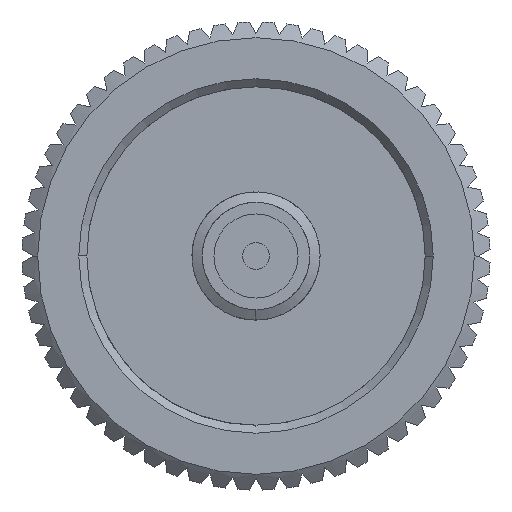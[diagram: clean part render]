
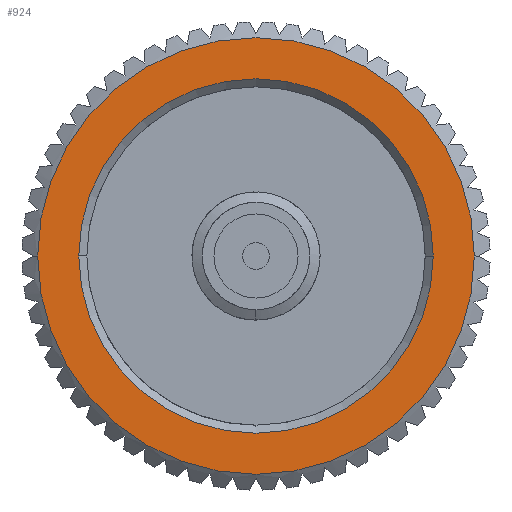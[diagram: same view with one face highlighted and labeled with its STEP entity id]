
A CAD part, left-side view. The second image highlights one B-rep face of the part: STEP entity #924.
In plain terms, the highlighted planar face has unit normal (-1, 0, 0).
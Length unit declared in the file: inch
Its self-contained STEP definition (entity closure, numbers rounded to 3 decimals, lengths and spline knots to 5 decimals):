
#249 = DIRECTION ( 'NONE',  ( 0., -1., 0. ) ) ;
#534 = DIRECTION ( 'NONE',  ( 0., -1., 0. ) ) ;
#924 = ADVANCED_FACE ( 'NONE', ( #10176, #3929 ), #1284, .F. ) ;
#1284 = PLANE ( 'NONE',  #3484 ) ;
#1580 = CARTESIAN_POINT ( 'NONE',  ( 0., 0., 0. ) ) ;
#1585 = VERTEX_POINT ( 'NONE', #2323 ) ;
#2323 = CARTESIAN_POINT ( 'NONE',  ( 0., 0.33, 0. ) ) ;
#2414 = CARTESIAN_POINT ( 'NONE',  ( 0., 0., 0. ) ) ;
#2926 = ORIENTED_EDGE ( 'NONE', *, *, #3241, .T. ) ;
#3215 = DIRECTION ( 'NONE',  ( 0., -1., 0. ) ) ;
#3241 = EDGE_CURVE ( 'NONE', #5078, #11463, #3347, .T. ) ;
#3257 = CIRCLE ( 'NONE', #7912, 0.33 ) ;
#3347 = CIRCLE ( 'NONE', #9495, 0.4065 ) ;
#3484 = AXIS2_PLACEMENT_3D ( 'NONE', #7428, #3989, #11116 ) ;
#3566 = ORIENTED_EDGE ( 'NONE', *, *, #4429, .F. ) ;
#3715 = EDGE_LOOP ( 'NONE', ( #6191, #3566 ) ) ;
#3929 = FACE_BOUND ( 'NONE', #3715, .T. ) ;
#3989 = DIRECTION ( 'NONE',  ( 1., 0., 0. ) ) ;
#4050 = EDGE_CURVE ( 'NONE', #11463, #5078, #5383, .T. ) ;
#4119 = DIRECTION ( 'NONE',  ( -1., 0., 0. ) ) ;
#4346 = CARTESIAN_POINT ( 'NONE',  ( 0., -0.33, 0. ) ) ;
#4429 = EDGE_CURVE ( 'NONE', #1585, #7341, #8371, .T. ) ;
#5026 = AXIS2_PLACEMENT_3D ( 'NONE', #1580, #11291, #3215 ) ;
#5078 = VERTEX_POINT ( 'NONE', #11233 ) ;
#5383 = CIRCLE ( 'NONE', #10803, 0.4065 ) ;
#5408 = EDGE_LOOP ( 'NONE', ( #2926, #7256 ) ) ;
#5956 = DIRECTION ( 'NONE',  ( -1., 0., 0. ) ) ;
#6191 = ORIENTED_EDGE ( 'NONE', *, *, #10809, .F. ) ;
#6442 = CARTESIAN_POINT ( 'NONE',  ( 0., 0., 0. ) ) ;
#7256 = ORIENTED_EDGE ( 'NONE', *, *, #4050, .T. ) ;
#7341 = VERTEX_POINT ( 'NONE', #4346 ) ;
#7428 = CARTESIAN_POINT ( 'NONE',  ( 0., 0., 0. ) ) ;
#7898 = CARTESIAN_POINT ( 'NONE',  ( 0., 0., 0. ) ) ;
#7912 = AXIS2_PLACEMENT_3D ( 'NONE', #6442, #10020, #249 ) ;
#8371 = CIRCLE ( 'NONE', #5026, 0.33 ) ;
#9495 = AXIS2_PLACEMENT_3D ( 'NONE', #2414, #5956, #9529 ) ;
#9529 = DIRECTION ( 'NONE',  ( 0., -1., 0. ) ) ;
#10020 = DIRECTION ( 'NONE',  ( -1., 0., 0. ) ) ;
#10176 = FACE_OUTER_BOUND ( 'NONE', #5408, .T. ) ;
#10801 = CARTESIAN_POINT ( 'NONE',  ( 0., -0.4065, 0. ) ) ;
#10803 = AXIS2_PLACEMENT_3D ( 'NONE', #7898, #4119, #534 ) ;
#10809 = EDGE_CURVE ( 'NONE', #7341, #1585, #3257, .T. ) ;
#11116 = DIRECTION ( 'NONE',  ( 0., 1., 0. ) ) ;
#11233 = CARTESIAN_POINT ( 'NONE',  ( 0., 0.4065, 0. ) ) ;
#11291 = DIRECTION ( 'NONE',  ( -1., 0., 0. ) ) ;
#11463 = VERTEX_POINT ( 'NONE', #10801 ) ;
